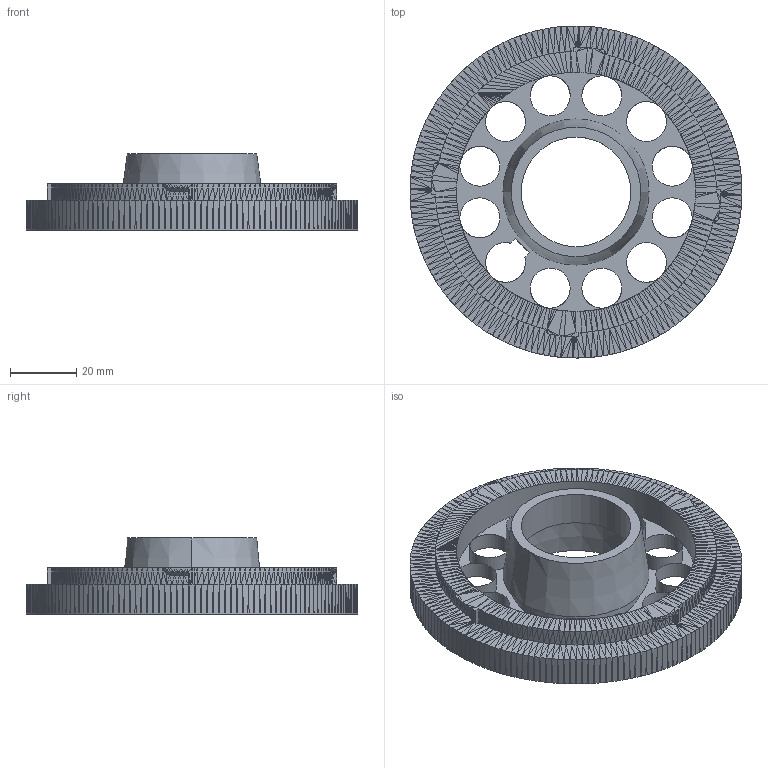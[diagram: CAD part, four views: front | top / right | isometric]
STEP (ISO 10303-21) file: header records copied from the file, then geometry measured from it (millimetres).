
FILE_DESCRIPTION (( 'STEP AP214' ), '1' );
FILE_NAME ('Lamp 2.0 E27 Base V3 snap.STEP', '2025-12-22T18:11:19', ( '' ), ( '' ), 'SwSTEP 2.0', 'SolidWorks 2026', '' );
FILE_SCHEMA (( 'AUTOMOTIVE_DESIGN' ));
Length unit declared in the file: millimetre
Products named in the file (1): Lamp 2.0 E27 Base V3 snap
Bounding box: 99.99 x 99.99 x 22.9 mm (x, y, z)
Volume: 55733.8 mm3; surface area: 24226.2 mm2
Topology: 1 solids, 1 shells, 1488 faces, 2806 edges, 1309 vertices
Faces by surface type: plane 1452, cylinder 30, cone 6
Entity records: 34598 total; most frequent: DIRECTION 6157, ORIENTED_EDGE 5612, CARTESIAN_POINT 5604, EDGE_CURVE 2806, LINE 2433, VECTOR 2433, AXIS2_PLACEMENT_3D 1862, EDGE_LOOP 1503
